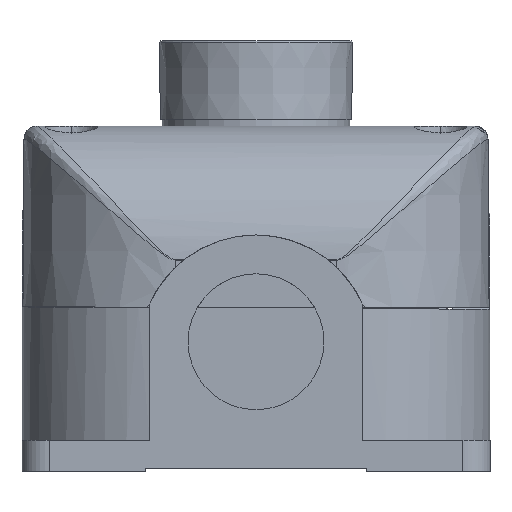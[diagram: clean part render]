
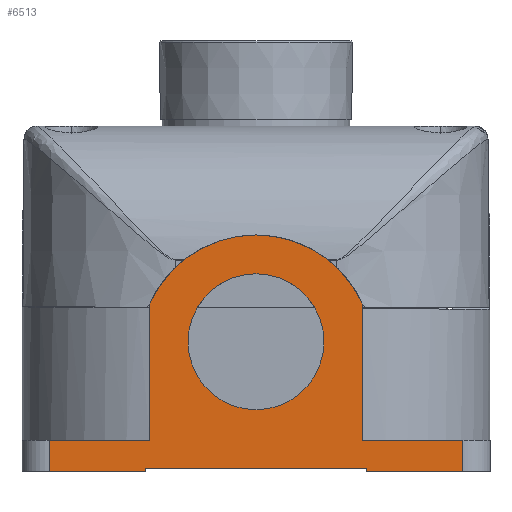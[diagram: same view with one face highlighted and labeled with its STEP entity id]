
A CAD part, left-side view. The second image highlights one B-rep face of the part: STEP entity #6513.
In plain terms, the highlighted planar face has unit normal (-1, 0, 0).
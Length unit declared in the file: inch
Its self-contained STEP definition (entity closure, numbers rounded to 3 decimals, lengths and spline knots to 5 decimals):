
#269 = ORIENTED_EDGE ( 'NONE', *, *, #20938, .F. ) ;
#515 = CARTESIAN_POINT ( 'NONE',  ( 0., -2.0703, 0.18898 ) ) ;
#547 = ORIENTED_EDGE ( 'NONE', *, *, #5427, .F. ) ;
#795 = DIRECTION ( 'NONE',  ( 0., 0., -1. ) ) ;
#1131 = CARTESIAN_POINT ( 'NONE',  ( 0., -2.0703, 1.01706 ) ) ;
#1769 = EDGE_CURVE ( 'NONE', #2293, #20944, #11360, .T. ) ;
#2008 = AXIS2_PLACEMENT_3D ( 'NONE', #12780, #14717, #20175 ) ;
#2120 = VECTOR ( 'NONE', #14967, 39.37008 ) ;
#2159 = EDGE_CURVE ( 'NONE', #13953, #12370, #17019, .T. ) ;
#2293 = VERTEX_POINT ( 'NONE', #6348 ) ;
#2320 = VERTEX_POINT ( 'NONE', #1131 ) ;
#2504 = DIRECTION ( 'NONE',  ( -1., 0., 0. ) ) ;
#2706 = DIRECTION ( 'NONE',  ( 0., 0., 1. ) ) ;
#2941 = CARTESIAN_POINT ( 'NONE',  ( 0., -0.77594, 1.01706 ) ) ;
#3238 = ORIENTED_EDGE ( 'NONE', *, *, #12922, .F. ) ;
#3260 = LINE ( 'NONE', #14426, #19861 ) ;
#3333 = VECTOR ( 'NONE', #21593, 39.37008 ) ;
#3519 = EDGE_LOOP ( 'NONE', ( #9401, #3731 ) ) ;
#3720 = LINE ( 'NONE', #18522, #17373 ) ;
#3731 = ORIENTED_EDGE ( 'NONE', *, *, #11622, .F. ) ;
#3831 = ORIENTED_EDGE ( 'NONE', *, *, #2159, .T. ) ;
#3924 = VERTEX_POINT ( 'NONE', #22823 ) ;
#4048 = VECTOR ( 'NONE', #20707, 39.37008 ) ;
#4201 = CARTESIAN_POINT ( 'NONE',  ( 0., -0.75383, 0. ) ) ;
#4861 = CARTESIAN_POINT ( 'NONE',  ( 0., -1.42312, 0.72835 ) ) ;
#4944 = DIRECTION ( 'NONE',  ( 0., 0., -1. ) ) ;
#5032 = DIRECTION ( 'NONE',  ( 0., 0., -1. ) ) ;
#5159 = EDGE_CURVE ( 'NONE', #5639, #2293, #23217, .T. ) ;
#5427 = EDGE_CURVE ( 'NONE', #15669, #5639, #7679, .T. ) ;
#5639 = VERTEX_POINT ( 'NONE', #7766 ) ;
#6348 = CARTESIAN_POINT ( 'NONE',  ( 0., -0.75383, 0. ) ) ;
#6513 = ADVANCED_FACE ( 'NONE', ( #15921, #21029 ), #13984, .T. ) ;
#6791 = LINE ( 'NONE', #18186, #3333 ) ;
#6908 = DIRECTION ( 'NONE',  ( 0., 1., 0. ) ) ;
#6970 = CARTESIAN_POINT ( 'NONE',  ( 0., -0.16536, 0.18898 ) ) ;
#7679 = LINE ( 'NONE', #18715, #11500 ) ;
#7766 = CARTESIAN_POINT ( 'NONE',  ( 0., -0.75383, 0.01969 ) ) ;
#8483 = AXIS2_PLACEMENT_3D ( 'NONE', #11598, #2504, #18871 ) ;
#8596 = DIRECTION ( 'NONE',  ( 0., 1., 0. ) ) ;
#8844 = EDGE_CURVE ( 'NONE', #10237, #3924, #9359, .T. ) ;
#8920 = LINE ( 'NONE', #21671, #13119 ) ;
#9359 = CIRCLE ( 'NONE', #2008, 0.41339 ) ;
#9381 = ORIENTED_EDGE ( 'NONE', *, *, #10038, .T. ) ;
#9397 = LINE ( 'NONE', #16673, #15211 ) ;
#9401 = ORIENTED_EDGE ( 'NONE', *, *, #8844, .F. ) ;
#9479 = EDGE_CURVE ( 'NONE', #15669, #21138, #9397, .T. ) ;
#9951 = CARTESIAN_POINT ( 'NONE',  ( 0., -2.09241, 0.01969 ) ) ;
#9974 = CARTESIAN_POINT ( 'NONE',  ( 0., -2.09241, 0.18898 ) ) ;
#10038 = EDGE_CURVE ( 'NONE', #17259, #20944, #3260, .T. ) ;
#10237 = VERTEX_POINT ( 'NONE', #10896 ) ;
#10693 = DIRECTION ( 'NONE',  ( 0., 0., -1. ) ) ;
#10747 = ORIENTED_EDGE ( 'NONE', *, *, #1769, .F. ) ;
#10896 = CARTESIAN_POINT ( 'NONE',  ( 0., -1.42312, 1.20079 ) ) ;
#11360 = LINE ( 'NONE', #4201, #4048 ) ;
#11463 = CARTESIAN_POINT ( 'NONE',  ( 0., -2.68088, 0. ) ) ;
#11500 = VECTOR ( 'NONE', #22594, 39.37008 ) ;
#11598 = CARTESIAN_POINT ( 'NONE',  ( 0., -1.42312, 0.7874 ) ) ;
#11622 = EDGE_CURVE ( 'NONE', #3924, #10237, #16239, .T. ) ;
#11967 = CARTESIAN_POINT ( 'NONE',  ( 0., -0.77594, 0.18898 ) ) ;
#12370 = VERTEX_POINT ( 'NONE', #515 ) ;
#12780 = CARTESIAN_POINT ( 'NONE',  ( 0., -1.42312, 0.7874 ) ) ;
#12901 = ORIENTED_EDGE ( 'NONE', *, *, #20448, .F. ) ;
#12922 = EDGE_CURVE ( 'NONE', #13953, #13826, #8920, .T. ) ;
#13119 = VECTOR ( 'NONE', #5032, 39.37008 ) ;
#13538 = CARTESIAN_POINT ( 'NONE',  ( 0., -0.75383, 0.18898 ) ) ;
#13766 = EDGE_LOOP ( 'NONE', ( #269, #20257, #9381, #10747, #20381, #547, #23442, #21712, #3238, #3831, #19031, #12901 ) ) ;
#13826 = VERTEX_POINT ( 'NONE', #11463 ) ;
#13953 = VERTEX_POINT ( 'NONE', #22349 ) ;
#13984 = PLANE ( 'NONE',  #23498 ) ;
#14104 = EDGE_CURVE ( 'NONE', #13826, #21138, #18183, .T. ) ;
#14371 = VECTOR ( 'NONE', #6908, 39.37008 ) ;
#14426 = CARTESIAN_POINT ( 'NONE',  ( 0., -0.16536, 0.18898 ) ) ;
#14717 = DIRECTION ( 'NONE',  ( -1., 0., 0. ) ) ;
#14871 = DIRECTION ( 'NONE',  ( 0., 0., -1. ) ) ;
#14903 = CARTESIAN_POINT ( 'NONE',  ( 0., -2.09241, 0. ) ) ;
#14967 = DIRECTION ( 'NONE',  ( 0., 1., 0. ) ) ;
#15049 = VECTOR ( 'NONE', #8596, 39.37008 ) ;
#15211 = VECTOR ( 'NONE', #14871, 39.37008 ) ;
#15669 = VERTEX_POINT ( 'NONE', #9951 ) ;
#15898 = CARTESIAN_POINT ( 'NONE',  ( 0., -0.16536, 0. ) ) ;
#15921 = FACE_BOUND ( 'NONE', #3519, .T. ) ;
#15993 = CARTESIAN_POINT ( 'NONE',  ( 0., -2.09241, 0.18898 ) ) ;
#16239 = CIRCLE ( 'NONE', #8483, 0.41339 ) ;
#16673 = CARTESIAN_POINT ( 'NONE',  ( 0., -2.09241, 0.18898 ) ) ;
#17019 = LINE ( 'NONE', #20790, #2120 ) ;
#17259 = VERTEX_POINT ( 'NONE', #6970 ) ;
#17373 = VECTOR ( 'NONE', #22278, 39.37008 ) ;
#17803 = VERTEX_POINT ( 'NONE', #2941 ) ;
#18183 = LINE ( 'NONE', #18303, #14371 ) ;
#18186 = CARTESIAN_POINT ( 'NONE',  ( 0., -0.77594, 1.01706 ) ) ;
#18303 = CARTESIAN_POINT ( 'NONE',  ( 0., -2.68088, 0. ) ) ;
#18517 = EDGE_CURVE ( 'NONE', #18862, #17259, #21695, .T. ) ;
#18522 = CARTESIAN_POINT ( 'NONE',  ( 0., -2.0703, 0.18898 ) ) ;
#18601 = AXIS2_PLACEMENT_3D ( 'NONE', #4861, #23319, #10693 ) ;
#18715 = CARTESIAN_POINT ( 'NONE',  ( 0., -2.09241, 0.01969 ) ) ;
#18862 = VERTEX_POINT ( 'NONE', #11967 ) ;
#18871 = DIRECTION ( 'NONE',  ( 0., 0., -1. ) ) ;
#19031 = ORIENTED_EDGE ( 'NONE', *, *, #23663, .F. ) ;
#19262 = VECTOR ( 'NONE', #795, 39.37008 ) ;
#19861 = VECTOR ( 'NONE', #4944, 39.37008 ) ;
#20175 = DIRECTION ( 'NONE',  ( 0., 0., -1. ) ) ;
#20257 = ORIENTED_EDGE ( 'NONE', *, *, #18517, .T. ) ;
#20381 = ORIENTED_EDGE ( 'NONE', *, *, #5159, .F. ) ;
#20448 = EDGE_CURVE ( 'NONE', #17803, #2320, #20556, .T. ) ;
#20556 = CIRCLE ( 'NONE', #18601, 0.70866 ) ;
#20707 = DIRECTION ( 'NONE',  ( 0., 1., 0. ) ) ;
#20790 = CARTESIAN_POINT ( 'NONE',  ( 0., -2.09241, 0.18898 ) ) ;
#20938 = EDGE_CURVE ( 'NONE', #18862, #17803, #6791, .T. ) ;
#20944 = VERTEX_POINT ( 'NONE', #15898 ) ;
#21029 = FACE_OUTER_BOUND ( 'NONE', #13766, .T. ) ;
#21138 = VERTEX_POINT ( 'NONE', #14903 ) ;
#21593 = DIRECTION ( 'NONE',  ( 0., 0., 1. ) ) ;
#21671 = CARTESIAN_POINT ( 'NONE',  ( 0., -2.68088, 0.18898 ) ) ;
#21695 = LINE ( 'NONE', #15993, #15049 ) ;
#21712 = ORIENTED_EDGE ( 'NONE', *, *, #14104, .F. ) ;
#22278 = DIRECTION ( 'NONE',  ( 0., 0., -1. ) ) ;
#22349 = CARTESIAN_POINT ( 'NONE',  ( 0., -2.68088, 0.18898 ) ) ;
#22594 = DIRECTION ( 'NONE',  ( 0., 1., 0. ) ) ;
#22823 = CARTESIAN_POINT ( 'NONE',  ( 0., -1.42312, 0.37402 ) ) ;
#23188 = DIRECTION ( 'NONE',  ( -1., 0., 0. ) ) ;
#23217 = LINE ( 'NONE', #13538, #19262 ) ;
#23319 = DIRECTION ( 'NONE',  ( 1., 0., 0. ) ) ;
#23442 = ORIENTED_EDGE ( 'NONE', *, *, #9479, .T. ) ;
#23498 = AXIS2_PLACEMENT_3D ( 'NONE', #9974, #23188, #2706 ) ;
#23663 = EDGE_CURVE ( 'NONE', #2320, #12370, #3720, .T. ) ;
